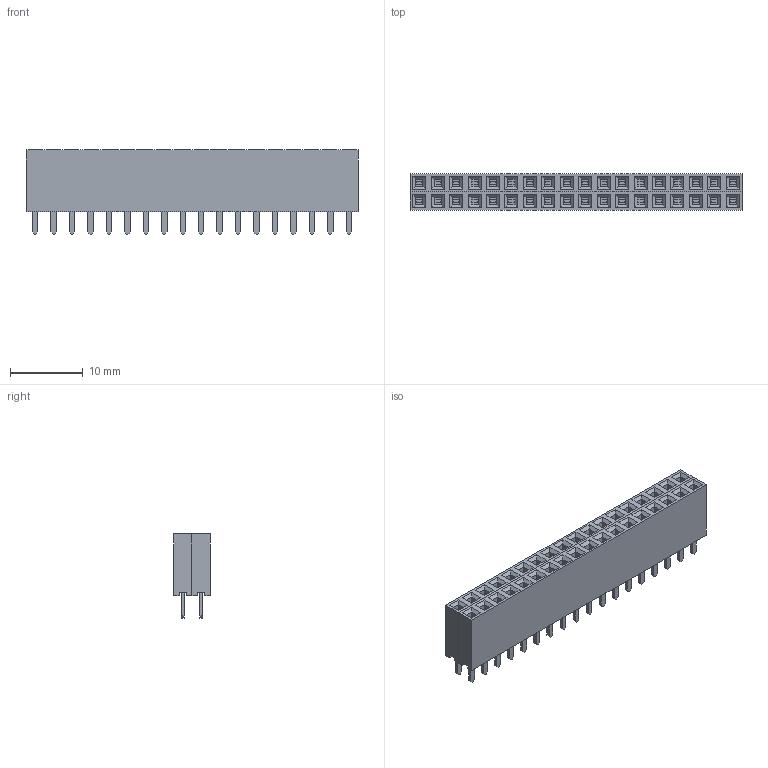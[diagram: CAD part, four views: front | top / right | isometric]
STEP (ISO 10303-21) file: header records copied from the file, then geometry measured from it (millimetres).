
FILE_DESCRIPTION(/* description */ (''),/* implementation_level */ '2;1');
FILE_NAME(/* name */ 'PBS_18x2_Yellow.step',/* time_stamp */ '2020-05-15T20:46:03+03:00',/* author */ ('vlad.lapshuda'),/* organization */ (''),/* preprocessor_version */ 'ST-DEVELOPER v17.2',/* originating_system */ 'Autodesk Translation Framework v7.6.0.251',/* authorisation */ '');
FILE_SCHEMA (('AUTOMOTIVE_DESIGN { 1 0 10303 214 3 1 1 }'));
Length unit declared in the file: millimetre
Products named in the file (2): PBS_18x2; PBS_Contacts
Assembly tree (1 placements, depth 2):
  PBS_18x2
    PBS_Contacts
Bounding box: 45.72 x 5.04 x 11.6 mm (x, y, z)
Volume: 1651.7 mm3; surface area: 3619.7 mm2
Topology: 38 solids, 38 shells, 632 faces, 1416 edges, 896 vertices
Faces by surface type: plane 632
Entity records: 17020 total; most frequent: CARTESIAN_POINT 2947, ORIENTED_EDGE 2832, DIRECTION 2686, LINE 1416, VECTOR 1416, EDGE_CURVE 1416, VERTEX_POINT 896, EDGE_LOOP 668
